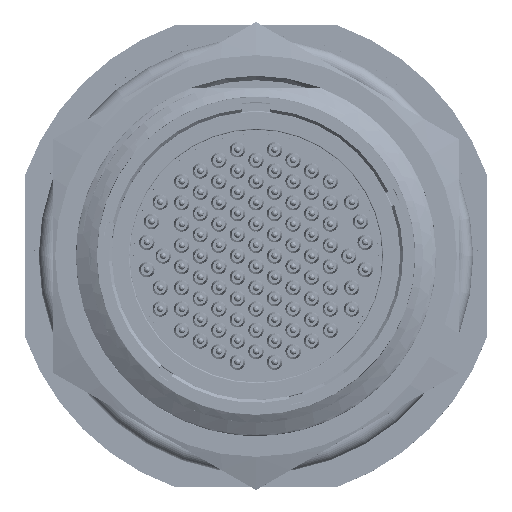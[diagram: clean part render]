
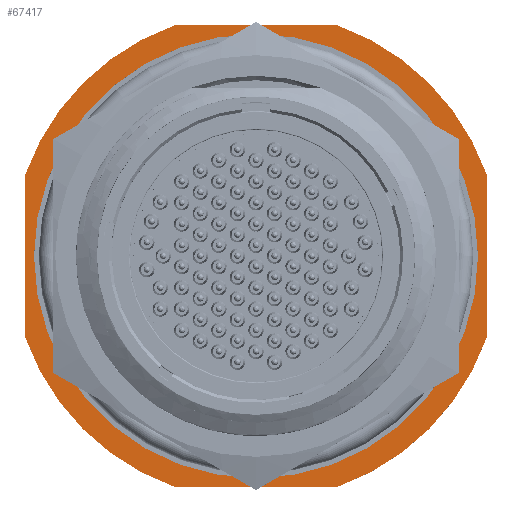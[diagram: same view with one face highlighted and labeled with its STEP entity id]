
A CAD part, top view. The second image highlights one B-rep face of the part: STEP entity #67417.
In plain terms, the highlighted planar face has unit normal (0, 0, 1).
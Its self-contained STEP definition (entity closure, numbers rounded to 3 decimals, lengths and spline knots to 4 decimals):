
#9224=DIRECTION('',(1.,0.,0.));
#9225=VECTOR('',#9224,0.7318);
#9226=CARTESIAN_POINT('',(-0.3659,1.031,0.));
#9227=LINE('',#9226,#9225);
#9228=CARTESIAN_POINT('',(0.,0.,0.));
#9229=DIRECTION('',(0.,0.,-1.));
#9230=DIRECTION('',(0.334,0.942,0.));
#9231=AXIS2_PLACEMENT_3D('',#9228,#9229,#9230);
#9233=DIRECTION('',(0.,-1.,0.));
#9234=VECTOR('',#9233,0.7318);
#9235=CARTESIAN_POINT('',(1.031,0.3659,0.));
#9236=LINE('',#9235,#9234);
#9237=CARTESIAN_POINT('',(0.,0.,0.));
#9238=DIRECTION('',(0.,0.,-1.));
#9239=DIRECTION('',(0.942,-0.334,0.));
#9240=AXIS2_PLACEMENT_3D('',#9237,#9238,#9239);
#9242=DIRECTION('',(-1.,0.,0.));
#9243=VECTOR('',#9242,0.7318);
#9244=CARTESIAN_POINT('',(0.3659,-1.031,0.));
#9245=LINE('',#9244,#9243);
#9246=CARTESIAN_POINT('',(0.,0.,0.));
#9247=DIRECTION('',(0.,0.,1.));
#9248=DIRECTION('',(-0.942,-0.334,0.));
#9249=AXIS2_PLACEMENT_3D('',#9246,#9247,#9248);
#9251=DIRECTION('',(0.,1.,0.));
#9252=VECTOR('',#9251,0.7318);
#9253=CARTESIAN_POINT('',(-1.031,-0.3659,0.));
#9254=LINE('',#9253,#9252);
#9255=CARTESIAN_POINT('',(0.,0.,0.));
#9256=DIRECTION('',(0.,0.,1.));
#9257=DIRECTION('',(-0.334,0.942,0.));
#9258=AXIS2_PLACEMENT_3D('',#9255,#9256,#9257);
#9260=CARTESIAN_POINT('',(0.,0.,0.));
#9261=DIRECTION('',(0.,0.,-1.));
#9262=DIRECTION('',(0.,1.,0.));
#9263=AXIS2_PLACEMENT_3D('',#9260,#9261,#9262);
#9265=CARTESIAN_POINT('',(0.,0.,0.));
#9266=DIRECTION('',(0.,0.,-1.));
#9267=DIRECTION('',(0.,-1.,0.));
#9268=AXIS2_PLACEMENT_3D('',#9265,#9266,#9267);
#53667=CARTESIAN_POINT('',(0.,0.9925,0.));
#53668=CARTESIAN_POINT('',(0.,-0.9925,0.));
#53669=VERTEX_POINT('',#53667);
#53670=VERTEX_POINT('',#53668);
#53758=CARTESIAN_POINT('',(0.3659,1.031,0.));
#53759=VERTEX_POINT('',#53758);
#53760=CARTESIAN_POINT('',(1.031,0.3659,0.));
#53761=VERTEX_POINT('',#53760);
#53762=CARTESIAN_POINT('',(1.031,-0.3659,0.));
#53763=VERTEX_POINT('',#53762);
#53764=CARTESIAN_POINT('',(0.3659,-1.031,0.));
#53765=VERTEX_POINT('',#53764);
#53766=CARTESIAN_POINT('',(-0.3659,1.031,0.));
#53767=VERTEX_POINT('',#53766);
#53768=CARTESIAN_POINT('',(-0.3659,-1.031,0.));
#53769=VERTEX_POINT('',#53768);
#53770=CARTESIAN_POINT('',(-1.031,-0.3659,0.));
#53771=CARTESIAN_POINT('',(-1.031,0.3659,0.));
#53772=VERTEX_POINT('',#53770);
#53773=VERTEX_POINT('',#53771);
#67389=CARTESIAN_POINT('',(0.,0.,0.));
#67390=DIRECTION('',(0.,0.,-1.));
#67391=DIRECTION('',(0.,-1.,0.));
#67392=AXIS2_PLACEMENT_3D('',#67389,#67390,#67391);
#67393=PLANE('',#67392);
#67395=ORIENTED_EDGE('',*,*,#67394,.T.);
#67397=ORIENTED_EDGE('',*,*,#67396,.T.);
#67399=ORIENTED_EDGE('',*,*,#67398,.T.);
#67401=ORIENTED_EDGE('',*,*,#67400,.T.);
#67403=ORIENTED_EDGE('',*,*,#67402,.T.);
#67405=ORIENTED_EDGE('',*,*,#67404,.F.);
#67407=ORIENTED_EDGE('',*,*,#67406,.T.);
#67409=ORIENTED_EDGE('',*,*,#67408,.F.);
#67410=EDGE_LOOP('',(#67395,#67397,#67399,#67401,#67403,#67405,#67407,#67409));
#67411=FACE_OUTER_BOUND('',#67410,.F.);
#67412=ORIENTED_EDGE('',*,*,#67379,.F.);
#67414=ORIENTED_EDGE('',*,*,#67413,.F.);
#67415=EDGE_LOOP('',(#67412,#67414));
#67416=FACE_BOUND('',#67415,.F.);
#67417=ADVANCED_FACE('',(#67411,#67416),#67393,.F.);
#9232=CIRCLE('',#9231,1.094);
#9241=CIRCLE('',#9240,1.094);
#9250=CIRCLE('',#9249,1.094);
#9259=CIRCLE('',#9258,1.094);
#9264=CIRCLE('',#9263,0.9925);
#9269=CIRCLE('',#9268,0.9925);
#67379=EDGE_CURVE('',#53669,#53670,#9264,.T.);
#67394=EDGE_CURVE('',#53767,#53759,#9227,.T.);
#67396=EDGE_CURVE('',#53759,#53761,#9232,.T.);
#67398=EDGE_CURVE('',#53761,#53763,#9236,.T.);
#67400=EDGE_CURVE('',#53763,#53765,#9241,.T.);
#67402=EDGE_CURVE('',#53765,#53769,#9245,.T.);
#67404=EDGE_CURVE('',#53772,#53769,#9250,.T.);
#67406=EDGE_CURVE('',#53772,#53773,#9254,.T.);
#67408=EDGE_CURVE('',#53767,#53773,#9259,.T.);
#67413=EDGE_CURVE('',#53670,#53669,#9269,.T.);
